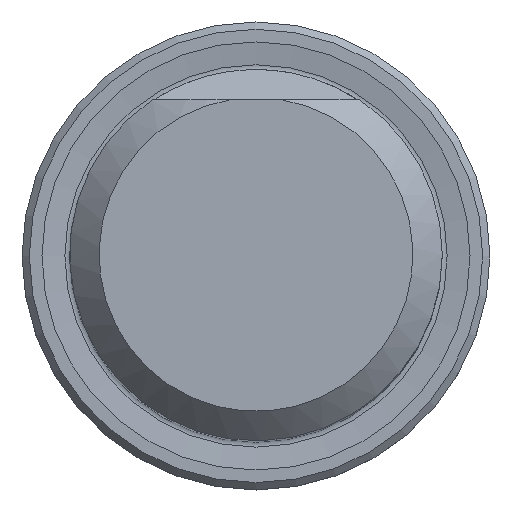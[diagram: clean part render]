
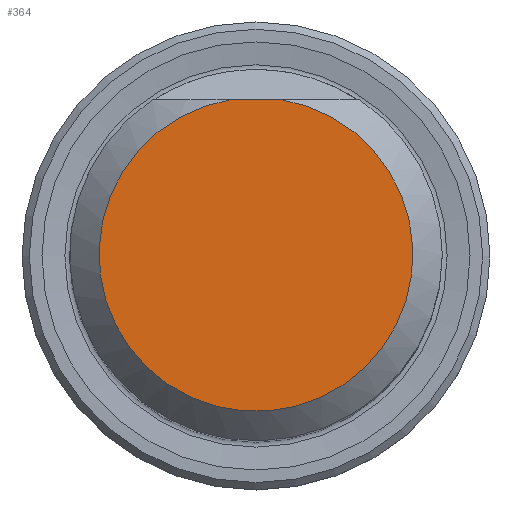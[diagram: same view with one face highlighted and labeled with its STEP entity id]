
A CAD part, top view. The second image highlights one B-rep face of the part: STEP entity #364.
In plain terms, the highlighted planar face has unit normal (0, 0, 1).
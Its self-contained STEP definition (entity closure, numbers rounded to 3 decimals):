
#244=PLANE('',#6190);
#364=ADVANCED_FACE('',(#801),#244,.T.);
#801=FACE_OUTER_BOUND('',#1078,.T.);
#1078=EDGE_LOOP('',(#1906,#1907));
#1437=CIRCLE('',#6189,10.697);
#1906=ORIENTED_EDGE('',*,*,#4099,.F.);
#1907=ORIENTED_EDGE('',*,*,#4100,.T.);
#3519=VERTEX_POINT('',#9275);
#3520=VERTEX_POINT('',#9276);
#4099=EDGE_CURVE('',#3519,#3520,#5299,.T.);
#4100=EDGE_CURVE('',#3519,#3520,#1437,.T.);
#5299=LINE('',#9274,#5636);
#5636=VECTOR('',#7053,1.);
#6189=AXIS2_PLACEMENT_3D('',#9277,#7054,#7055);
#6190=AXIS2_PLACEMENT_3D('',#9278,#7056,#7057);
#7053=DIRECTION('',(1.,0.,0.));
#7054=DIRECTION('',(0.,0.,1.));
#7055=DIRECTION('',(0.,-1.,0.));
#7056=DIRECTION('',(0.,0.,1.));
#7057=DIRECTION('',(0.,-1.,0.));
#9274=CARTESIAN_POINT('',(0.,10.553,56.));
#9275=CARTESIAN_POINT('',(-1.746,10.553,56.));
#9276=CARTESIAN_POINT('',(1.746,10.553,56.));
#9277=CARTESIAN_POINT('',(0.,0.,56.));
#9278=CARTESIAN_POINT('',(0.,0.,56.));
